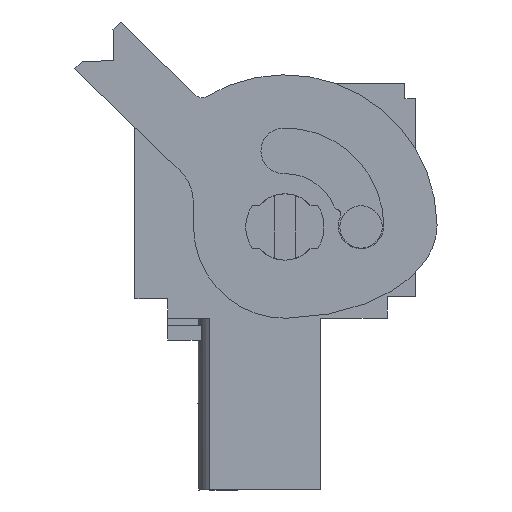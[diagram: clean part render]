
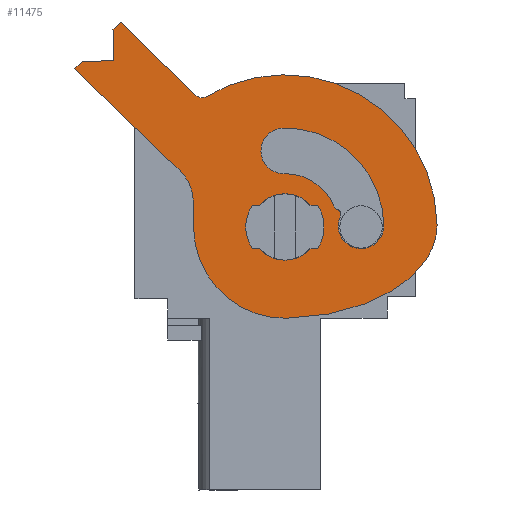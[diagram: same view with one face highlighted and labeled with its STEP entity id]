
A CAD part, left-side view. The second image highlights one B-rep face of the part: STEP entity #11475.
In plain terms, the highlighted planar face has unit normal (-1, 0, 0).
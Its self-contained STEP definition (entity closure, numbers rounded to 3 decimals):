
#10814=AXIS2_PLACEMENT_3D('Circle Axis2P3D',#10812,#10813,$) ;
#11017=AXIS2_PLACEMENT_3D('Circle Axis2P3D',#11015,#11016,$) ;
#11048=AXIS2_PLACEMENT_3D('Circle Axis2P3D',#11046,#11047,$) ;
#11201=AXIS2_PLACEMENT_3D('Circle Axis2P3D',#11199,#11200,$) ;
#11232=AXIS2_PLACEMENT_3D('Circle Axis2P3D',#11230,#11231,$) ;
#11256=AXIS2_PLACEMENT_3D('Circle Axis2P3D',#11254,#11255,$) ;
#11280=AXIS2_PLACEMENT_3D('Circle Axis2P3D',#11278,#11279,$) ;
#11304=AXIS2_PLACEMENT_3D('Circle Axis2P3D',#11302,#11303,$) ;
#11321=AXIS2_PLACEMENT_3D('Circle Axis2P3D',#11319,#11320,$) ;
#11338=AXIS2_PLACEMENT_3D('Circle Axis2P3D',#11336,#11337,$) ;
#11386=AXIS2_PLACEMENT_3D('Circle Axis2P3D',#11384,#11385,$) ;
#11442=AXIS2_PLACEMENT_3D('Plane Axis2P3D',#11439,#11440,#11441) ;
#11460=AXIS2_PLACEMENT_3D('Circle Axis2P3D',#11458,#11459,$) ;
#10809=CARTESIAN_POINT('Vertex',(0.5,6.999,13.625)) ;
#10812=CARTESIAN_POINT('Axis2P3D Location',(0.5,6.999,12.1)) ;
#10816=CARTESIAN_POINT('Vertex',(0.5,6.999,10.575)) ;
#11012=CARTESIAN_POINT('Vertex',(0.5,10.607,18.099)) ;
#11015=CARTESIAN_POINT('Axis2P3D Location',(0.5,6.999,12.1)) ;
#11019=CARTESIAN_POINT('Vertex',(0.5,0.,12.21)) ;
#11043=CARTESIAN_POINT('Vertex',(0.5,6.933,7.901)) ;
#11046=CARTESIAN_POINT('Axis2P3D Location',(0.5,6.999,12.1)) ;
#11050=CARTESIAN_POINT('Vertex',(0.5,11.198,12.034)) ;
#11074=CARTESIAN_POINT('Vertex',(0.5,16.66,19.374)) ;
#11077=CARTESIAN_POINT('Line Origine',(0.5,16.492,19.547)) ;
#11081=CARTESIAN_POINT('Vertex',(0.5,16.324,19.72)) ;
#11101=CARTESIAN_POINT('Line Origine',(0.5,15.605,19.732)) ;
#11105=CARTESIAN_POINT('Vertex',(0.5,14.886,19.743)) ;
#11125=CARTESIAN_POINT('Line Origine',(0.5,14.897,20.462)) ;
#11129=CARTESIAN_POINT('Vertex',(0.5,14.909,21.181)) ;
#11144=CARTESIAN_POINT('Line Origine',(0.5,14.741,21.355)) ;
#11148=CARTESIAN_POINT('Vertex',(0.5,14.573,21.528)) ;
#11168=CARTESIAN_POINT('Line Origine',(0.5,12.832,19.841)) ;
#11172=CARTESIAN_POINT('Vertex',(0.5,11.091,18.154)) ;
#11196=CARTESIAN_POINT('Vertex',(0.5,7.038,14.55)) ;
#11199=CARTESIAN_POINT('Axis2P3D Location',(0.5,6.999,12.1)) ;
#11203=CARTESIAN_POINT('Vertex',(0.5,4.727,13.018)) ;
#11227=CARTESIAN_POINT('Vertex',(0.5,4.583,12.897)) ;
#11230=CARTESIAN_POINT('Axis2P3D Location',(0.5,4.624,12.701)) ;
#11234=CARTESIAN_POINT('Vertex',(0.5,4.444,12.614)) ;
#11254=CARTESIAN_POINT('Axis2P3D Location',(0.5,4.542,13.093)) ;
#11275=CARTESIAN_POINT('Vertex',(0.5,7.071,16.649)) ;
#11278=CARTESIAN_POINT('Axis2P3D Location',(0.5,7.054,15.6)) ;
#11299=CARTESIAN_POINT('Vertex',(0.5,2.45,12.172)) ;
#11302=CARTESIAN_POINT('Axis2P3D Location',(0.5,6.999,12.1)) ;
#11319=CARTESIAN_POINT('Axis2P3D Location',(0.5,3.499,12.155)) ;
#11336=CARTESIAN_POINT('Axis2P3D Location',(0.5,10.813,18.442)) ;
#11357=CARTESIAN_POINT('Vertex',(0.5,11.826,14.689)) ;
#11360=CARTESIAN_POINT('Line Origine',(0.5,14.243,17.031)) ;
#11381=CARTESIAN_POINT('Vertex',(0.5,11.218,13.284)) ;
#11384=CARTESIAN_POINT('Axis2P3D Location',(0.5,13.218,13.253)) ;
#11401=CARTESIAN_POINT('Line Origine',(0.5,11.208,12.659)) ;
#11422=CARTESIAN_POINT('Control Point',(0.5,6.933,7.901)) ;
#11423=CARTESIAN_POINT('Control Point',(0.5,5.853,7.917)) ;
#11424=CARTESIAN_POINT('Control Point',(0.5,4.775,8.059)) ;
#11425=CARTESIAN_POINT('Control Point',(0.5,3.734,8.326)) ;
#11426=CARTESIAN_POINT('Control Point',(0.5,1.928,9.07)) ;
#11427=CARTESIAN_POINT('Control Point',(0.5,0.648,10.227)) ;
#11428=CARTESIAN_POINT('Control Point',(0.5,0.205,10.857)) ;
#11429=CARTESIAN_POINT('Control Point',(0.5,-0.011,11.535)) ;
#11430=CARTESIAN_POINT('Control Point',(0.5,0.,12.21)) ;
#11439=CARTESIAN_POINT('Axis2P3D Location',(0.5,8.399,24.2)) ;
#11458=CARTESIAN_POINT('Axis2P3D Location',(0.5,6.999,12.1)) ;
#10813=DIRECTION('Axis2P3D Direction',(-1.,0.,0.)) ;
#11016=DIRECTION('Axis2P3D Direction',(-1.,0.,0.)) ;
#11047=DIRECTION('Axis2P3D Direction',(-1.,0.,0.)) ;
#11078=DIRECTION('Vector Direction',(0.,-0.696,0.718)) ;
#11102=DIRECTION('Vector Direction',(0.,-1.,0.016)) ;
#11126=DIRECTION('Vector Direction',(0.,0.016,1.)) ;
#11145=DIRECTION('Vector Direction',(0.,-0.696,0.718)) ;
#11169=DIRECTION('Vector Direction',(0.,-0.718,-0.696)) ;
#11200=DIRECTION('Axis2P3D Direction',(-1.,0.,0.)) ;
#11231=DIRECTION('Axis2P3D Direction',(-1.,0.,0.)) ;
#11255=DIRECTION('Axis2P3D Direction',(-1.,0.,0.)) ;
#11279=DIRECTION('Axis2P3D Direction',(-1.,0.,0.)) ;
#11303=DIRECTION('Axis2P3D Direction',(-1.,0.,0.)) ;
#11320=DIRECTION('Axis2P3D Direction',(-1.,0.,0.)) ;
#11337=DIRECTION('Axis2P3D Direction',(-1.,0.,0.)) ;
#11361=DIRECTION('Vector Direction',(0.,-0.718,-0.696)) ;
#11385=DIRECTION('Axis2P3D Direction',(-1.,0.,0.)) ;
#11402=DIRECTION('Vector Direction',(0.,-0.016,-1.)) ;
#11440=DIRECTION('Axis2P3D Direction',(1.,0.,0.)) ;
#11441=DIRECTION('Axis2P3D XDirection',(0.,0.,-1.)) ;
#11459=DIRECTION('Axis2P3D Direction',(1.,0.,0.)) ;
#11079=VECTOR('Line Direction',#11078,1.) ;
#11103=VECTOR('Line Direction',#11102,1.) ;
#11127=VECTOR('Line Direction',#11126,1.) ;
#11146=VECTOR('Line Direction',#11145,1.) ;
#11170=VECTOR('Line Direction',#11169,1.) ;
#11362=VECTOR('Line Direction',#11361,1.) ;
#11403=VECTOR('Line Direction',#11402,1.) ;
#11445=ORIENTED_EDGE('',*,*,#11431,.T.) ;
#11446=ORIENTED_EDGE('',*,*,#11021,.F.) ;
#11447=ORIENTED_EDGE('',*,*,#11340,.T.) ;
#11448=ORIENTED_EDGE('',*,*,#11174,.F.) ;
#11449=ORIENTED_EDGE('',*,*,#11150,.F.) ;
#11450=ORIENTED_EDGE('',*,*,#11131,.F.) ;
#11451=ORIENTED_EDGE('',*,*,#11107,.F.) ;
#11452=ORIENTED_EDGE('',*,*,#11083,.F.) ;
#11453=ORIENTED_EDGE('',*,*,#11364,.T.) ;
#11454=ORIENTED_EDGE('',*,*,#11388,.T.) ;
#11455=ORIENTED_EDGE('',*,*,#11405,.T.) ;
#11456=ORIENTED_EDGE('',*,*,#11052,.F.) ;
#11464=ORIENTED_EDGE('',*,*,#11462,.T.) ;
#11465=ORIENTED_EDGE('',*,*,#10818,.T.) ;
#11468=ORIENTED_EDGE('',*,*,#11306,.T.) ;
#11469=ORIENTED_EDGE('',*,*,#11323,.T.) ;
#11470=ORIENTED_EDGE('',*,*,#11236,.F.) ;
#11471=ORIENTED_EDGE('',*,*,#11258,.T.) ;
#11472=ORIENTED_EDGE('',*,*,#11205,.F.) ;
#11473=ORIENTED_EDGE('',*,*,#11282,.T.) ;
#11466=FACE_BOUND('',#11463,.T.) ;
#11474=FACE_BOUND('',#11467,.T.) ;
#11475=ADVANCED_FACE('L\X2\00F6\X0\sehebel.2',(#11457,#11466,#11474),#11443,.F.) ;
#11421=B_SPLINE_CURVE_WITH_KNOTS('',5,(#11422,#11423,#11424,#11425,#11426,#11427,#11428,#11429,#11430),.UNSPECIFIED.,.F.,.U.,(6,3,6),(0.,8.296,15.673),.UNSPECIFIED.) ;
#10815=CIRCLE('generated circle',#10814,1.525) ;
#11018=CIRCLE('generated circle',#11017,7.) ;
#11049=CIRCLE('generated circle',#11048,4.2) ;
#11202=CIRCLE('generated circle',#11201,2.45) ;
#11233=CIRCLE('generated circle',#11232,0.2) ;
#11257=CIRCLE('generated circle',#11256,0.2) ;
#11281=CIRCLE('generated circle',#11280,1.05) ;
#11305=CIRCLE('generated circle',#11304,4.55) ;
#11322=CIRCLE('generated circle',#11321,1.05) ;
#11339=CIRCLE('generated circle',#11338,0.4) ;
#11387=CIRCLE('generated circle',#11386,2.) ;
#11461=CIRCLE('generated circle',#11460,1.525) ;
#10818=EDGE_CURVE('',#10817,#10810,#10815,.F.) ;
#11021=EDGE_CURVE('',#11013,#11020,#11018,.F.) ;
#11052=EDGE_CURVE('',#11044,#11051,#11049,.F.) ;
#11083=EDGE_CURVE('',#11075,#11082,#11080,.T.) ;
#11107=EDGE_CURVE('',#11082,#11106,#11104,.T.) ;
#11131=EDGE_CURVE('',#11106,#11130,#11128,.T.) ;
#11150=EDGE_CURVE('',#11130,#11149,#11147,.T.) ;
#11174=EDGE_CURVE('',#11149,#11173,#11171,.T.) ;
#11205=EDGE_CURVE('',#11197,#11204,#11202,.F.) ;
#11236=EDGE_CURVE('',#11228,#11235,#11233,.F.) ;
#11258=EDGE_CURVE('',#11228,#11204,#11257,.F.) ;
#11282=EDGE_CURVE('',#11197,#11276,#11281,.F.) ;
#11306=EDGE_CURVE('',#11276,#11300,#11305,.F.) ;
#11323=EDGE_CURVE('',#11300,#11235,#11322,.F.) ;
#11340=EDGE_CURVE('',#11013,#11173,#11339,.F.) ;
#11364=EDGE_CURVE('',#11075,#11358,#11363,.T.) ;
#11388=EDGE_CURVE('',#11358,#11382,#11387,.F.) ;
#11405=EDGE_CURVE('',#11382,#11051,#11404,.T.) ;
#11431=EDGE_CURVE('',#11044,#11020,#11421,.T.) ;
#11462=EDGE_CURVE('',#10810,#10817,#11461,.T.) ;
#11444=EDGE_LOOP('',(#11445,#11446,#11447,#11448,#11449,#11450,#11451,#11452,#11453,#11454,#11455,#11456)) ;
#11463=EDGE_LOOP('',(#11464,#11465)) ;
#11467=EDGE_LOOP('',(#11468,#11469,#11470,#11471,#11472,#11473)) ;
#11457=FACE_OUTER_BOUND('',#11444,.T.) ;
#11080=LINE('Line',#11077,#11079) ;
#11104=LINE('Line',#11101,#11103) ;
#11128=LINE('Line',#11125,#11127) ;
#11147=LINE('Line',#11144,#11146) ;
#11171=LINE('Line',#11168,#11170) ;
#11363=LINE('Line',#11360,#11362) ;
#11404=LINE('Line',#11401,#11403) ;
#11443=PLANE('',#11442) ;
#10810=VERTEX_POINT('',#10809) ;
#10817=VERTEX_POINT('',#10816) ;
#11013=VERTEX_POINT('',#11012) ;
#11020=VERTEX_POINT('',#11019) ;
#11044=VERTEX_POINT('',#11043) ;
#11051=VERTEX_POINT('',#11050) ;
#11075=VERTEX_POINT('',#11074) ;
#11082=VERTEX_POINT('',#11081) ;
#11106=VERTEX_POINT('',#11105) ;
#11130=VERTEX_POINT('',#11129) ;
#11149=VERTEX_POINT('',#11148) ;
#11173=VERTEX_POINT('',#11172) ;
#11197=VERTEX_POINT('',#11196) ;
#11204=VERTEX_POINT('',#11203) ;
#11228=VERTEX_POINT('',#11227) ;
#11235=VERTEX_POINT('',#11234) ;
#11276=VERTEX_POINT('',#11275) ;
#11300=VERTEX_POINT('',#11299) ;
#11358=VERTEX_POINT('',#11357) ;
#11382=VERTEX_POINT('',#11381) ;
